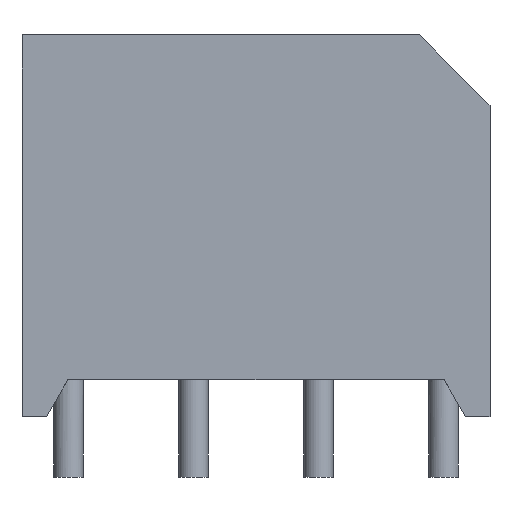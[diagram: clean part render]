
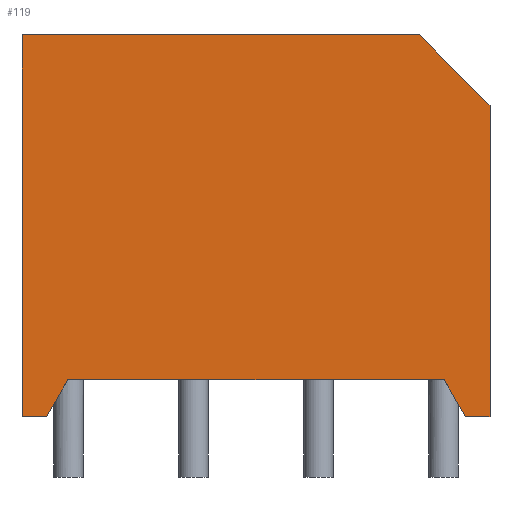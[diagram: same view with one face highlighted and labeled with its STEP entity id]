
A CAD part, left-side view. The second image highlights one B-rep face of the part: STEP entity #119.
In plain terms, the highlighted planar face has unit normal (-1, 0, 0).
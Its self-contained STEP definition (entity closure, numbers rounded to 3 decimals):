
#22 = VERTEX_POINT('',#23);
#23 = CARTESIAN_POINT('',(-3.4,-9.5,0.2));
#40 = VERTEX_POINT('',#41);
#41 = CARTESIAN_POINT('',(-3.4,-9.5,12.846));
#47 = EDGE_CURVE('',#22,#40,#48,.T.);
#48 = LINE('',#49,#50);
#49 = CARTESIAN_POINT('',(-3.4,-9.5,0.2));
#50 = VECTOR('',#51,1.);
#51 = DIRECTION('',(0.,0.,1.));
#62 = VERTEX_POINT('',#63);
#63 = CARTESIAN_POINT('',(-3.4,-8.5,0.2));
#78 = EDGE_CURVE('',#62,#22,#79,.T.);
#79 = LINE('',#80,#81);
#80 = CARTESIAN_POINT('',(-3.4,-8.5,0.2));
#81 = VECTOR('',#82,1.);
#82 = DIRECTION('',(0.,-1.,0.));
#102 = VERTEX_POINT('',#103);
#103 = CARTESIAN_POINT('',(-3.4,-6.646,15.7));
#109 = EDGE_CURVE('',#40,#102,#110,.T.);
#110 = LINE('',#111,#112);
#111 = CARTESIAN_POINT('',(-3.4,-9.5,12.846));
#112 = VECTOR('',#113,1.);
#113 = DIRECTION('',(0.,0.707,0.707));
#119 = ADVANCED_FACE('',(#120),#171,.F.);
#120 = FACE_BOUND('',#121,.T.);
#121 = EDGE_LOOP('',(#122,#123,#124,#132,#140,#148,#156,#164,#170));
#122 = ORIENTED_EDGE('',*,*,#47,.T.);
#123 = ORIENTED_EDGE('',*,*,#109,.T.);
#124 = ORIENTED_EDGE('',*,*,#125,.T.);
#125 = EDGE_CURVE('',#102,#126,#128,.T.);
#126 = VERTEX_POINT('',#127);
#127 = CARTESIAN_POINT('',(-3.4,9.5,15.7));
#128 = LINE('',#129,#130);
#129 = CARTESIAN_POINT('',(-3.4,-6.646,15.7));
#130 = VECTOR('',#131,1.);
#131 = DIRECTION('',(0.,1.,0.));
#132 = ORIENTED_EDGE('',*,*,#133,.T.);
#133 = EDGE_CURVE('',#126,#134,#136,.T.);
#134 = VERTEX_POINT('',#135);
#135 = CARTESIAN_POINT('',(-3.4,9.5,0.2));
#136 = LINE('',#137,#138);
#137 = CARTESIAN_POINT('',(-3.4,9.5,15.7));
#138 = VECTOR('',#139,1.);
#139 = DIRECTION('',(0.,0.,-1.));
#140 = ORIENTED_EDGE('',*,*,#141,.T.);
#141 = EDGE_CURVE('',#134,#142,#144,.T.);
#142 = VERTEX_POINT('',#143);
#143 = CARTESIAN_POINT('',(-3.4,8.5,0.2));
#144 = LINE('',#145,#146);
#145 = CARTESIAN_POINT('',(-3.4,9.5,0.2));
#146 = VECTOR('',#147,1.);
#147 = DIRECTION('',(0.,-1.,0.));
#148 = ORIENTED_EDGE('',*,*,#149,.T.);
#149 = EDGE_CURVE('',#142,#150,#152,.T.);
#150 = VERTEX_POINT('',#151);
#151 = CARTESIAN_POINT('',(-3.4,7.641,1.7));
#152 = LINE('',#153,#154);
#153 = CARTESIAN_POINT('',(-3.4,8.5,0.2));
#154 = VECTOR('',#155,1.);
#155 = DIRECTION('',(0.,-0.497,0.868)
  );
#156 = ORIENTED_EDGE('',*,*,#157,.T.);
#157 = EDGE_CURVE('',#150,#158,#160,.T.);
#158 = VERTEX_POINT('',#159);
#159 = CARTESIAN_POINT('',(-3.4,-7.641,1.7));
#160 = LINE('',#161,#162);
#161 = CARTESIAN_POINT('',(-3.4,7.641,1.7));
#162 = VECTOR('',#163,1.);
#163 = DIRECTION('',(0.,-1.,0.));
#164 = ORIENTED_EDGE('',*,*,#165,.T.);
#165 = EDGE_CURVE('',#158,#62,#166,.T.);
#166 = LINE('',#167,#168);
#167 = CARTESIAN_POINT('',(-3.4,-7.641,1.7));
#168 = VECTOR('',#169,1.);
#169 = DIRECTION('',(0.,-0.497,-0.868
    ));
#170 = ORIENTED_EDGE('',*,*,#78,.T.);
#171 = PLANE('',#172);
#172 = AXIS2_PLACEMENT_3D('',#173,#174,#175);
#173 = CARTESIAN_POINT('',(-3.4,-9.5,0.2));
#174 = DIRECTION('',(1.,0.,0.));
#175 = DIRECTION('',(0.,1.,0.));
